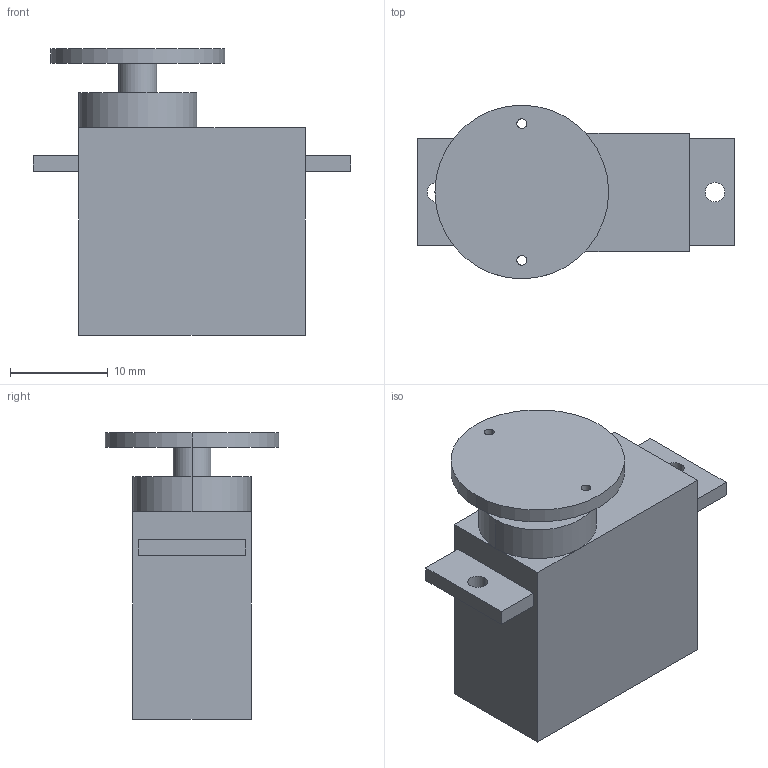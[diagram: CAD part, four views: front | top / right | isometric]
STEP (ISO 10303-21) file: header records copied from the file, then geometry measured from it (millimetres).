
FILE_DESCRIPTION (( 'STEP AP203' ), '1' );
FILE_NAME ('neck_3.sldasm-Part-1_默认_sldprt.STEP', '2018-02-02T07:12:12', ( '' ), ( '' ), 'SwSTEP 2.0', 'SolidWorks 2014', '' );
FILE_SCHEMA (( 'CONFIG_CONTROL_DESIGN' ));
Length unit declared in the file: millimetre
Products named in the file (1): neck_3.sldasm-Part-1_默认_sldprt
Bounding box: 32.5 x 17.8 x 29.35 mm (x, y, z)
Volume: 6941.4 mm3; surface area: 3041.7 mm2
Topology: 1 solids, 1 shells, 35 faces, 83 edges, 54 vertices
Faces by surface type: plane 21, cylinder 14
Entity records: 1108 total; most frequent: DIRECTION 185, CARTESIAN_POINT 173, ORIENTED_EDGE 166, EDGE_CURVE 83, AXIS2_PLACEMENT_3D 66, VERTEX_POINT 54, VECTOR 53, LINE 53
